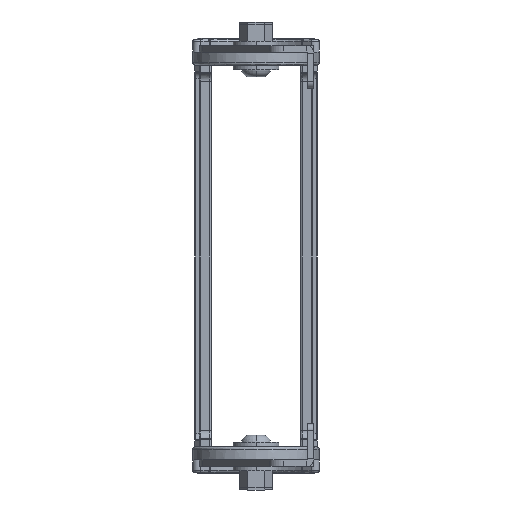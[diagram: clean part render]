
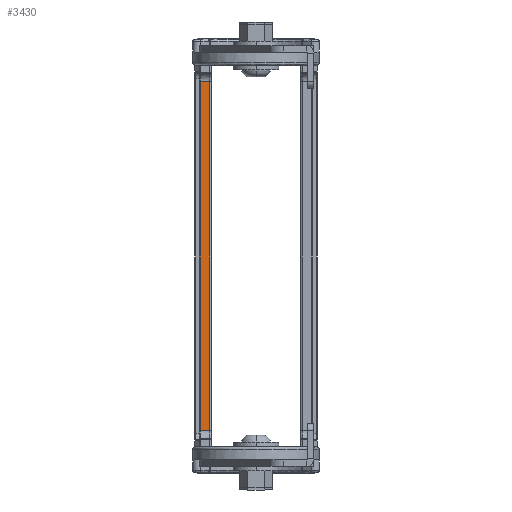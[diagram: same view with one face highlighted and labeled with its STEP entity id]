
A CAD part, left-side view. The second image highlights one B-rep face of the part: STEP entity #3430.
In plain terms, the highlighted planar face has unit normal (-1, 0, 0).
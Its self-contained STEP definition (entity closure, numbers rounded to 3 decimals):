
#168 = LINE ( 'NONE', #16825, #34335 ) ;
#2149 = DIRECTION ( 'NONE',  ( 0., 0., 1. ) ) ;
#2221 = CARTESIAN_POINT ( 'NONE',  ( -79.8, 98.104, 109.017 ) ) ;
#3001 = VECTOR ( 'NONE', #10375, 1000. ) ;
#3430 = ADVANCED_FACE ( 'NONE', ( #30063 ), #23745, .T. ) ;
#3711 = CARTESIAN_POINT ( 'NONE',  ( -79.8, 197.554, 42.547 ) ) ;
#6210 = VERTEX_POINT ( 'NONE', #26693 ) ;
#6280 = VERTEX_POINT ( 'NONE', #3711 ) ;
#9319 = DIRECTION ( 'NONE',  ( 0., 1., 0. ) ) ;
#10375 = DIRECTION ( 'NONE',  ( 0., 1., 0. ) ) ;
#14429 = CARTESIAN_POINT ( 'NONE',  ( -79.8, 193.066, 202.367 ) ) ;
#16825 = CARTESIAN_POINT ( 'NONE',  ( -79.8, 193.066, 203.367 ) ) ;
#17446 = CARTESIAN_POINT ( 'NONE',  ( -79.8, 98.104, 202.367 ) ) ;
#18770 = AXIS2_PLACEMENT_3D ( 'NONE', #2221, #20320, #27662 ) ;
#19021 = ORIENTED_EDGE ( 'NONE', *, *, #37375, .T. ) ;
#20320 = DIRECTION ( 'NONE',  ( -1., 0., 0. ) ) ;
#21616 = VECTOR ( 'NONE', #9319, 1000. ) ;
#23745 = PLANE ( 'NONE',  #18770 ) ;
#25933 = ORIENTED_EDGE ( 'NONE', *, *, #38520, .T. ) ;
#26308 = EDGE_CURVE ( 'NONE', #6210, #6280, #39524, .T. ) ;
#26579 = CARTESIAN_POINT ( 'NONE',  ( -79.8, 197.554, 202.367 ) ) ;
#26646 = VERTEX_POINT ( 'NONE', #14429 ) ;
#26693 = CARTESIAN_POINT ( 'NONE',  ( -79.8, 193.066, 42.547 ) ) ;
#27095 = VECTOR ( 'NONE', #43331, 1000. ) ;
#27662 = DIRECTION ( 'NONE',  ( 0., 0., 1. ) ) ;
#28224 = LINE ( 'NONE', #32341, #27095 ) ;
#30063 = FACE_OUTER_BOUND ( 'NONE', #42154, .T. ) ;
#32341 = CARTESIAN_POINT ( 'NONE',  ( -79.8, 197.554, 109.017 ) ) ;
#32733 = ORIENTED_EDGE ( 'NONE', *, *, #42176, .T. ) ;
#34335 = VECTOR ( 'NONE', #2149, 1000. ) ;
#37375 = EDGE_CURVE ( 'NONE', #26646, #42304, #43416, .T. ) ;
#38520 = EDGE_CURVE ( 'NONE', #6210, #26646, #168, .T. ) ;
#39524 = LINE ( 'NONE', #40970, #21616 ) ;
#40970 = CARTESIAN_POINT ( 'NONE',  ( -79.8, 98.104, 42.547 ) ) ;
#42154 = EDGE_LOOP ( 'NONE', ( #32733, #45623, #25933, #19021 ) ) ;
#42176 = EDGE_CURVE ( 'NONE', #42304, #6280, #28224, .T. ) ;
#42304 = VERTEX_POINT ( 'NONE', #26579 ) ;
#43331 = DIRECTION ( 'NONE',  ( 0., 0., -1. ) ) ;
#43416 = LINE ( 'NONE', #17446, #3001 ) ;
#45623 = ORIENTED_EDGE ( 'NONE', *, *, #26308, .F. ) ;
